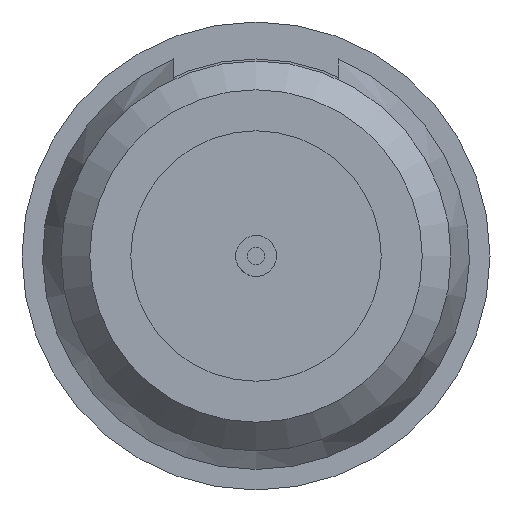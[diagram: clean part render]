
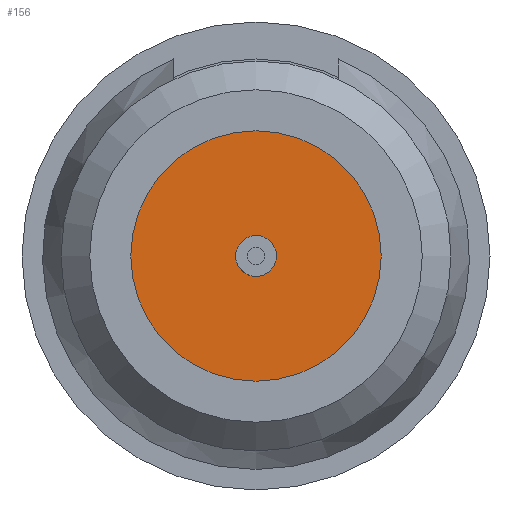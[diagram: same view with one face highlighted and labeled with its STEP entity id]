
A CAD part, left-side view. The second image highlights one B-rep face of the part: STEP entity #156.
In plain terms, the highlighted planar face has unit normal (-1, 0, 0).
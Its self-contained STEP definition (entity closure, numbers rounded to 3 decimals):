
#47=FACE_BOUND('',#210,.T.);
#48=FACE_BOUND('',#211,.T.);
#108=PLANE('',#524);
#156=ADVANCED_FACE('',(#47,#48),#108,.T.);
#210=EDGE_LOOP('',(#331));
#211=EDGE_LOOP('',(#332));
#274=B_SPLINE_CURVE_WITH_KNOTS('',3,(#798,#799,#800,#801,#802,#803,#804,
#805,#806,#807,#808,#809,#810),.UNSPECIFIED.,.T.,.F.,(1,3,3,3,3,3,1),(-0.25,
0.,0.25,0.5,0.75,1.,1.25),.UNSPECIFIED.);
#282=CIRCLE('',#523,1.525);
#331=ORIENTED_EDGE('',*,*,#463,.T.);
#332=ORIENTED_EDGE('',*,*,#464,.T.);
#418=VERTEX_POINT('',#811);
#419=VERTEX_POINT('',#814);
#463=EDGE_CURVE('',#418,#418,#274,.T.);
#464=EDGE_CURVE('',#419,#419,#282,.T.);
#523=AXIS2_PLACEMENT_3D('',#813,#611,#612);
#524=AXIS2_PLACEMENT_3D('',#815,#613,#614);
#611=DIRECTION('',(-1.,0.,0.));
#612=DIRECTION('',(0.,1.,0.));
#613=DIRECTION('',(-1.,0.,0.));
#614=DIRECTION('',(0.,1.,0.));
#798=CARTESIAN_POINT('',(245.234,-79.713,0.));
#799=CARTESIAN_POINT('',(245.234,-79.713,0.133));
#800=CARTESIAN_POINT('',(245.234,-79.832,0.25));
#801=CARTESIAN_POINT('',(245.234,-79.963,0.25));
#802=CARTESIAN_POINT('',(245.234,-80.094,0.25));
#803=CARTESIAN_POINT('',(245.234,-80.212,0.131));
#804=CARTESIAN_POINT('',(245.234,-80.213,0.));
#805=CARTESIAN_POINT('',(245.234,-80.213,-0.131));
#806=CARTESIAN_POINT('',(245.234,-80.094,-0.25));
#807=CARTESIAN_POINT('',(245.234,-79.963,-0.25));
#808=CARTESIAN_POINT('',(245.234,-79.832,-0.25));
#809=CARTESIAN_POINT('',(245.234,-79.712,-0.132));
#810=CARTESIAN_POINT('',(245.234,-79.713,0.));
#811=CARTESIAN_POINT('',(245.234,-79.713,0.));
#813=CARTESIAN_POINT('',(245.234,-79.963,0.));
#814=CARTESIAN_POINT('',(245.234,-78.438,0.));
#815=CARTESIAN_POINT('',(245.234,-81.64,1.678));
